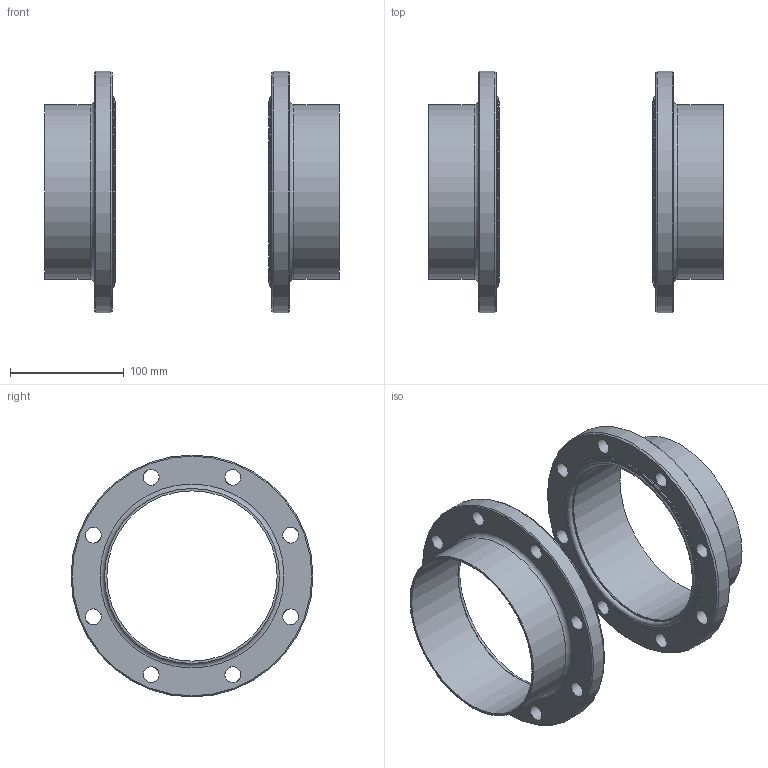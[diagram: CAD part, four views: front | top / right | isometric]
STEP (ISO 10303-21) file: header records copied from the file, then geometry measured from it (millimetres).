
FILE_DESCRIPTION(/* description */ (''),/* implementation_level */ '2;1');
FILE_NAME(/* name */ 'E0138752 -.stp',/* time_stamp */ '2021-01-04T10:16:34+01:00',/* author */ ('CR'),/* organization */ (''),/* preprocessor_version */ 'ST-DEVELOPER v18.1',/* originating_system */ 'Autodesk Inventor 2021',/* authorisation */ '');
FILE_SCHEMA (('AUTOMOTIVE_DESIGN { 1 0 10303 214 3 1 1 }'));
Length unit declared in the file: millimetre
Products named in the file (3): E0138752; 77.0320151; 78.1152500
Assembly tree (4 placements, depth 2):
  E0138752
    77.0320151  x2
    78.1152500  x2
Bounding box: 259.4 x 213 x 213 mm (x, y, z)
Volume: 624296.7 mm3; surface area: 213691.7 mm2
Topology: 4 solids, 4 shells, 54 faces, 124 edges, 80 vertices
Faces by surface type: cylinder 24, torus 14, plane 10, cone 6
Full cylindrical faces by diameter (mm): 14 x16, 150 x2, 154 x2, 167.6 x2, 213 x2
Entity records: 1006 total; most frequent: DIRECTION 177, CARTESIAN_POINT 136, ORIENTED_EDGE 124, AXIS2_PLACEMENT_3D 81, EDGE_CURVE 62, EDGE_LOOP 48, CIRCLE 47, VERTEX_POINT 40
